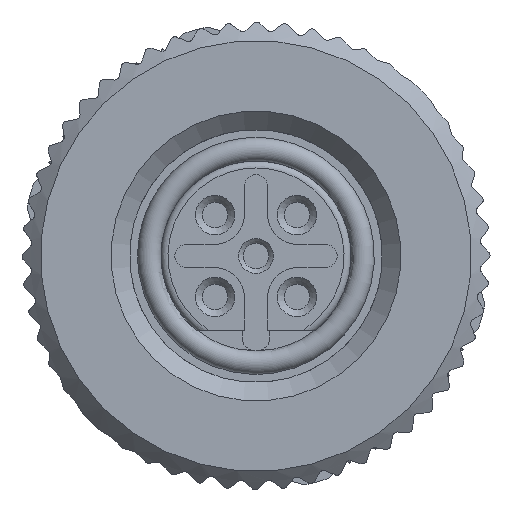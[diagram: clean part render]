
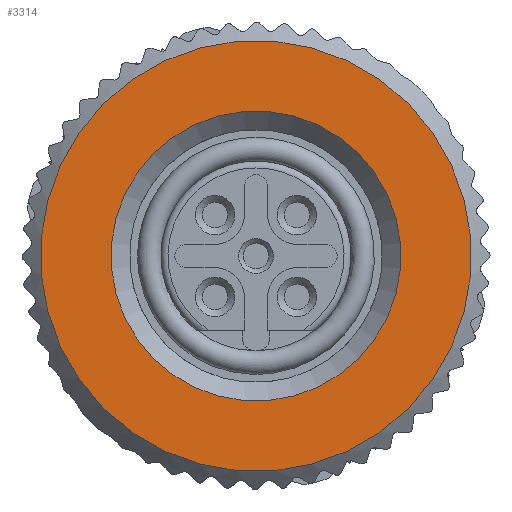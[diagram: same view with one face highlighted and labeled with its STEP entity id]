
A CAD part, left-side view. The second image highlights one B-rep face of the part: STEP entity #3314.
In plain terms, the highlighted planar face has unit normal (-1, 0, 0).
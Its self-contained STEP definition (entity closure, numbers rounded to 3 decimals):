
#3314=ADVANCED_FACE('',(#4477,#4478),#4114,.T.);
#4114=PLANE('',#13225);
#4477=FACE_BOUND('',#4590,.T.);
#4478=FACE_BOUND('',#4591,.T.);
#4590=EDGE_LOOP('',(#5989));
#4591=EDGE_LOOP('',(#5990));
#5989=ORIENTED_EDGE('',*,*,#11001,.T.);
#5990=ORIENTED_EDGE('',*,*,#10767,.T.);
#9598=VERTEX_POINT('',#20466);
#9815=VERTEX_POINT('',#20971);
#10767=EDGE_CURVE('',#9598,#9598,#12489,.T.);
#11001=EDGE_CURVE('',#9815,#9815,#12597,.T.);
#12489=CIRCLE('',#13098,9.3);
#12597=CIRCLE('',#13224,6.259);
#13098=AXIS2_PLACEMENT_3D('',#20465,#14639,#14640);
#13224=AXIS2_PLACEMENT_3D('',#20970,#15005,#15006);
#13225=AXIS2_PLACEMENT_3D('',#20972,#15007,#15008);
#14639=DIRECTION('',(-1.,0.,0.));
#14640=DIRECTION('',(0.,0.707,-0.707));
#15005=DIRECTION('',(1.,0.,0.));
#15006=DIRECTION('',(0.,0.707,-0.707));
#15007=DIRECTION('',(-1.,0.,0.));
#15008=DIRECTION('',(0.,-0.707,0.707));
#20465=CARTESIAN_POINT('',(-12.15,0.,0.));
#20466=CARTESIAN_POINT('',(-12.15,6.576,-6.576));
#20970=CARTESIAN_POINT('',(-12.15,0.,0.));
#20971=CARTESIAN_POINT('',(-12.15,4.425,-4.425));
#20972=CARTESIAN_POINT('',(-12.15,0.,0.));
